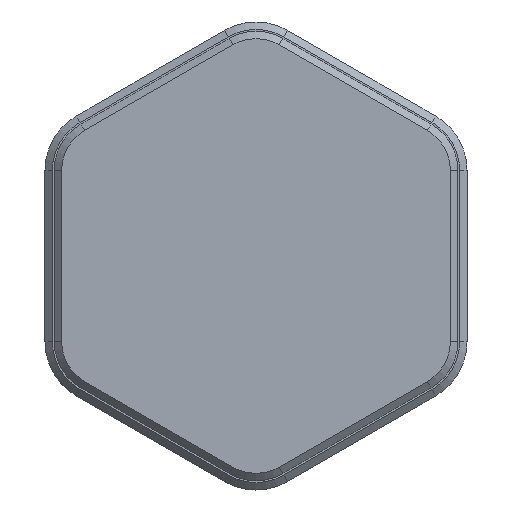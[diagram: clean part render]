
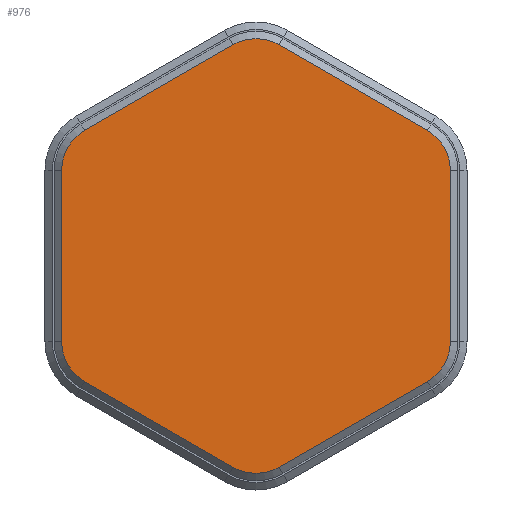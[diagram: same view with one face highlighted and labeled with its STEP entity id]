
A CAD part, front view. The second image highlights one B-rep face of the part: STEP entity #976.
In plain terms, the highlighted planar face has unit normal (0, -1, 0).
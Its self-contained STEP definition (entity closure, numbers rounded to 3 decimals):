
#11 = ORIENTED_EDGE ( 'NONE', *, *, #1276, .T. ) ;
#40 = LINE ( 'NONE', #1363, #1046 ) ;
#44 = CARTESIAN_POINT ( 'NONE',  ( -6.774, 22.572, 76.697 ) ) ;
#48 = CARTESIAN_POINT ( 'NONE',  ( 37.726, 22.572, 81.034 ) ) ;
#54 = CARTESIAN_POINT ( 'NONE',  ( -27.774, 22.572, 81.034 ) ) ;
#55 = DIRECTION ( 'NONE',  ( 0., -1., 0. ) ) ;
#140 = AXIS2_PLACEMENT_3D ( 'NONE', #365, #611, #1593 ) ;
#141 = AXIS2_PLACEMENT_3D ( 'NONE', #1486, #55, #258 ) ;
#204 = CARTESIAN_POINT ( 'NONE',  ( 25.348, 22.572, 59.595 ) ) ;
#254 = ORIENTED_EDGE ( 'NONE', *, *, #1544, .T. ) ;
#258 = DIRECTION ( 'NONE',  ( 0., 0., 1. ) ) ;
#280 = ORIENTED_EDGE ( 'NONE', *, *, #891, .T. ) ;
#284 = DIRECTION ( 'NONE',  ( 0., 0., -1. ) ) ;
#340 = LINE ( 'NONE', #1460, #345 ) ;
#345 = VECTOR ( 'NONE', #853, 1000. ) ;
#352 = DIRECTION ( 'NONE',  ( 0., -1., 0. ) ) ;
#356 = AXIS2_PLACEMENT_3D ( 'NONE', #729, #1550, #832 ) ;
#365 = CARTESIAN_POINT ( 'NONE',  ( -17.274, 22.572, 62.841 ) ) ;
#391 = CARTESIAN_POINT ( 'NONE',  ( -9.274, 22.572, 67.459 ) ) ;
#407 = PLANE ( 'NONE',  #1116 ) ;
#425 = DIRECTION ( 'NONE',  ( 0., 0., -1. ) ) ;
#444 = VERTEX_POINT ( 'NONE', #1576 ) ;
#470 = VECTOR ( 'NONE', #574, 1000. ) ;
#485 = CARTESIAN_POINT ( 'NONE',  ( -9.274, 22.572, 76.697 ) ) ;
#495 = CARTESIAN_POINT ( 'NONE',  ( -27.774, 22.572, 76.697 ) ) ;
#500 = CARTESIAN_POINT ( 'NONE',  ( -26.524, 22.572, 65.294 ) ) ;
#521 = DIRECTION ( 'NONE',  ( 0., 0., 1. ) ) ;
#524 = ORIENTED_EDGE ( 'NONE', *, *, #693, .T. ) ;
#541 = VECTOR ( 'NONE', #752, 1000. ) ;
#555 = CARTESIAN_POINT ( 'NONE',  ( 14.848, 22.572, 41.408 ) ) ;
#564 = LINE ( 'NONE', #555, #470 ) ;
#574 = DIRECTION ( 'NONE',  ( 0.866, 0., -0.5 ) ) ;
#599 = CIRCLE ( 'NONE', #856, 2.5 ) ;
#605 = ORIENTED_EDGE ( 'NONE', *, *, #1156, .T. ) ;
#611 = DIRECTION ( 'NONE',  ( 0., -1., 0. ) ) ;
#627 = ORIENTED_EDGE ( 'NONE', *, *, #1393, .T. ) ;
#640 = CARTESIAN_POINT ( 'NONE',  ( -18.524, 22.572, 60.676 ) ) ;
#663 = CARTESIAN_POINT ( 'NONE',  ( -18.524, 22.572, 83.481 ) ) ;
#693 = EDGE_CURVE ( 'NONE', #1112, #1514, #835, .T. ) ;
#700 = EDGE_CURVE ( 'NONE', #934, #444, #340, .T. ) ;
#702 = DIRECTION ( 'NONE',  ( -0.866, 0., 0.5 ) ) ;
#707 = ORIENTED_EDGE ( 'NONE', *, *, #1018, .T. ) ;
#729 = CARTESIAN_POINT ( 'NONE',  ( -17.274, 22.572, 81.316 ) ) ;
#733 = DIRECTION ( 'NONE',  ( 0., 0., 1. ) ) ;
#752 = DIRECTION ( 'NONE',  ( 0., 0., 1. ) ) ;
#757 = VECTOR ( 'NONE', #425, 1000. ) ;
#770 = CARTESIAN_POINT ( 'NONE',  ( -6.774, 22.572, 67.459 ) ) ;
#773 = CIRCLE ( 'NONE', #1450, 2.5 ) ;
#785 = CARTESIAN_POINT ( 'NONE',  ( -6.774, 22.572, 81.034 ) ) ;
#809 = ORIENTED_EDGE ( 'NONE', *, *, #1586, .T. ) ;
#821 = VERTEX_POINT ( 'NONE', #500 ) ;
#832 = DIRECTION ( 'NONE',  ( 0., 0., 1. ) ) ;
#835 = CIRCLE ( 'NONE', #140, 2.5 ) ;
#849 = VECTOR ( 'NONE', #702, 1000. ) ;
#852 = EDGE_CURVE ( 'NONE', #1360, #1286, #1151, .T. ) ;
#853 = DIRECTION ( 'NONE',  ( -0.866, 0., -0.5 ) ) ;
#856 = AXIS2_PLACEMENT_3D ( 'NONE', #485, #352, #733 ) ;
#882 = DIRECTION ( 'NONE',  ( 0., -1., 0. ) ) ;
#891 = EDGE_CURVE ( 'NONE', #1514, #1165, #40, .T. ) ;
#892 = EDGE_CURVE ( 'NONE', #444, #1360, #1461, .T. ) ;
#896 = DIRECTION ( 'NONE',  ( 0., 1., 0. ) ) ;
#934 = VERTEX_POINT ( 'NONE', #663 ) ;
#954 = LINE ( 'NONE', #204, #849 ) ;
#976 = ADVANCED_FACE ( 'NONE', ( #1507 ), #407, .F. ) ;
#982 = EDGE_CURVE ( 'NONE', #1286, #821, #1328, .T. ) ;
#1015 = CARTESIAN_POINT ( 'NONE',  ( -25.274, 22.572, 76.697 ) ) ;
#1018 = EDGE_CURVE ( 'NONE', #1045, #1043, #1519, .T. ) ;
#1030 = DIRECTION ( 'NONE',  ( 0.866, 0., 0.5 ) ) ;
#1038 = ORIENTED_EDGE ( 'NONE', *, *, #700, .T. ) ;
#1043 = VERTEX_POINT ( 'NONE', #44 ) ;
#1045 = VERTEX_POINT ( 'NONE', #770 ) ;
#1046 = VECTOR ( 'NONE', #1030, 1000. ) ;
#1054 = CIRCLE ( 'NONE', #356, 2.5 ) ;
#1080 = VERTEX_POINT ( 'NONE', #1124 ) ;
#1112 = VERTEX_POINT ( 'NONE', #640 ) ;
#1116 = AXIS2_PLACEMENT_3D ( 'NONE', #48, #896, #284 ) ;
#1124 = CARTESIAN_POINT ( 'NONE',  ( -16.024, 22.572, 83.481 ) ) ;
#1151 = LINE ( 'NONE', #54, #757 ) ;
#1156 = EDGE_CURVE ( 'NONE', #821, #1112, #564, .T. ) ;
#1165 = VERTEX_POINT ( 'NONE', #1546 ) ;
#1182 = ORIENTED_EDGE ( 'NONE', *, *, #892, .T. ) ;
#1185 = CARTESIAN_POINT ( 'NONE',  ( -8.024, 22.572, 78.862 ) ) ;
#1208 = CARTESIAN_POINT ( 'NONE',  ( -27.774, 22.572, 67.459 ) ) ;
#1276 = EDGE_CURVE ( 'NONE', #1043, #1557, #599, .T. ) ;
#1277 = ORIENTED_EDGE ( 'NONE', *, *, #982, .T. ) ;
#1286 = VERTEX_POINT ( 'NONE', #1208 ) ;
#1325 = CARTESIAN_POINT ( 'NONE',  ( -16.024, 22.572, 60.676 ) ) ;
#1328 = CIRCLE ( 'NONE', #141, 2.5 ) ;
#1360 = VERTEX_POINT ( 'NONE', #495 ) ;
#1363 = CARTESIAN_POINT ( 'NONE',  ( 33.103, 22.572, 89.04 ) ) ;
#1364 = DIRECTION ( 'NONE',  ( 0., -1., 0. ) ) ;
#1393 = EDGE_CURVE ( 'NONE', #1165, #1045, #773, .T. ) ;
#1450 = AXIS2_PLACEMENT_3D ( 'NONE', #391, #1364, #521 ) ;
#1460 = CARTESIAN_POINT ( 'NONE',  ( 22.603, 22.572, 107.226 ) ) ;
#1461 = CIRCLE ( 'NONE', #1531, 2.5 ) ;
#1486 = CARTESIAN_POINT ( 'NONE',  ( -25.274, 22.572, 67.459 ) ) ;
#1488 = ORIENTED_EDGE ( 'NONE', *, *, #852, .T. ) ;
#1499 = DIRECTION ( 'NONE',  ( 0., 0., 1. ) ) ;
#1507 = FACE_OUTER_BOUND ( 'NONE', #1512, .T. ) ;
#1512 = EDGE_LOOP ( 'NONE', ( #524, #280, #627, #707, #11, #809, #254, #1038, #1182, #1488, #1277, #605 ) ) ;
#1514 = VERTEX_POINT ( 'NONE', #1325 ) ;
#1519 = LINE ( 'NONE', #785, #541 ) ;
#1531 = AXIS2_PLACEMENT_3D ( 'NONE', #1015, #882, #1499 ) ;
#1544 = EDGE_CURVE ( 'NONE', #1080, #934, #1054, .T. ) ;
#1546 = CARTESIAN_POINT ( 'NONE',  ( -8.024, 22.572, 65.294 ) ) ;
#1550 = DIRECTION ( 'NONE',  ( 0., -1., 0. ) ) ;
#1557 = VERTEX_POINT ( 'NONE', #1185 ) ;
#1576 = CARTESIAN_POINT ( 'NONE',  ( -26.524, 22.572, 78.862 ) ) ;
#1586 = EDGE_CURVE ( 'NONE', #1557, #1080, #954, .T. ) ;
#1593 = DIRECTION ( 'NONE',  ( 0., 0., 1. ) ) ;
